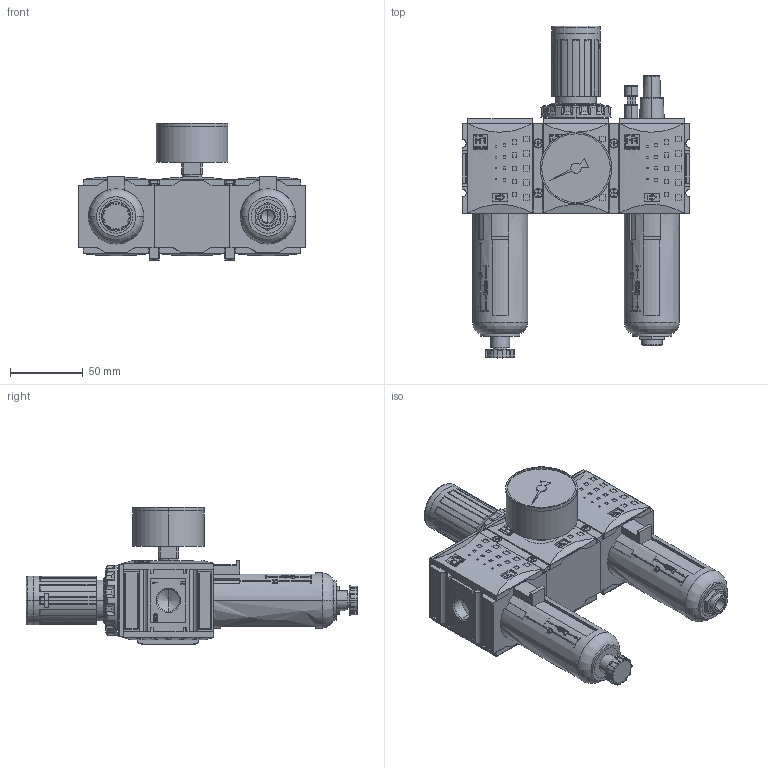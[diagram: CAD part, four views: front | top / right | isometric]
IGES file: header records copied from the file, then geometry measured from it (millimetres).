
Start section: SolidWorks IGES file using analytic representation for surfaces
Global section: file name: KS3U-138_1 G.IGS; native system: SolidWorks 2013; preprocessor: SolidWorks 2013; author: technolog; date: 140109.110516; units: millimetre
Bounding box: 156 x 227.5 x 94.1 mm (x, y, z)
Volume: 743793.3 mm3; surface area: 192479.2 mm2
Topology: 38 solids, 38 shells, 4217 faces, 22954 edges, 29544 vertices
Faces by surface type: plane 2168, revolution 1568, bspline 481
